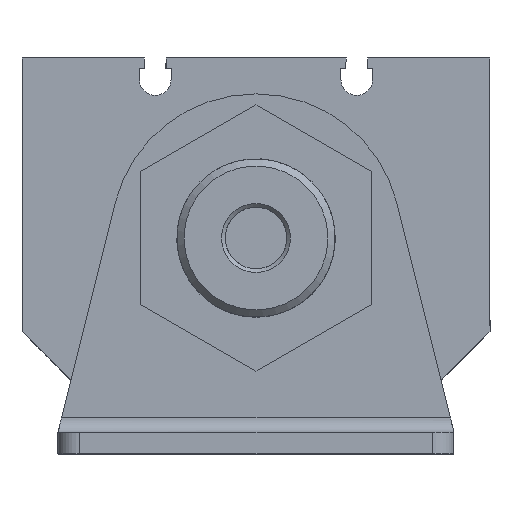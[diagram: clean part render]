
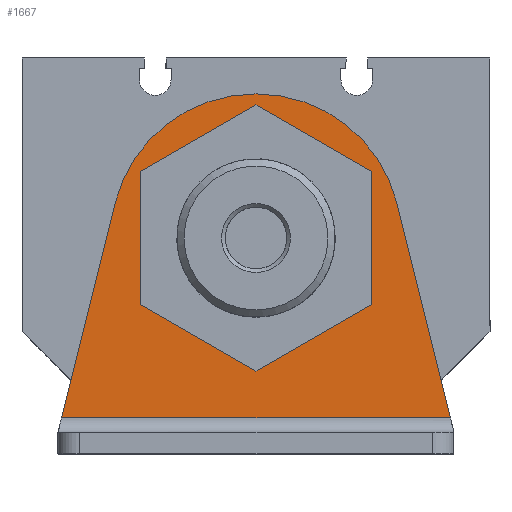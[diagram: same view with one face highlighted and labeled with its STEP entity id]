
A CAD part, left-side view. The second image highlights one B-rep face of the part: STEP entity #1667.
In plain terms, the highlighted planar face has unit normal (-1, 0, 0).
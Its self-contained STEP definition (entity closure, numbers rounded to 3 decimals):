
#1435=CARTESIAN_POINT('',(-3.,16.,9.238)
);
#1436=VERTEX_POINT('Vertex52',#1435);
#1443=CARTESIAN_POINT('',(-3.,16.,-9.238)
);
#1444=VERTEX_POINT('Vertex53',#1443);
#1445=CARTESIAN_POINT('',(-3.,16.,
0.));
#1446=DIRECTION('',(0.,0.,1.));
#1447=VECTOR('',#1446,1.);
#1448=LINE('nurbsCrv77',#1445,#1447);
#1449=EDGE_CURVE('Edge77',#1444,#1436,#1448,.T.);
#1467=CARTESIAN_POINT('',(-3.,0.,
-18.475));
#1468=VERTEX_POINT('Vertex54',#1467);
#1469=CARTESIAN_POINT('',(-3.,8.,-13.856)
);
#1470=DIRECTION('',(0.,0.866,0.5)
);
#1471=VECTOR('',#1470,1.);
#1472=LINE('nurbsCrv79',#1469,#1471);
#1473=EDGE_CURVE('Edge79',#1468,#1444,#1472,.T.);
#1490=CARTESIAN_POINT('',(-3.,-16.,-9.238)
);
#1491=VERTEX_POINT('Vertex55',#1490);
#1498=CARTESIAN_POINT('',(-3.,-16.,9.238)
);
#1499=VERTEX_POINT('Vertex56',#1498);
#1500=CARTESIAN_POINT('',(-3.,-16.,
0.));
#1501=DIRECTION('',(0.,0.,-1.));
#1502=VECTOR('',#1501,1.);
#1503=LINE('nurbsCrv82',#1500,#1502);
#1504=EDGE_CURVE('Edge82',#1499,#1491,#1503,.T.);
#1521=CARTESIAN_POINT('',(-3.,0.,
18.475));
#1522=VERTEX_POINT('Vertex57',#1521);
#1529=CARTESIAN_POINT('',(-3.,8.,13.856));
#1530=DIRECTION('',(0.,-0.866,0.5)
);
#1531=VECTOR('',#1530,1.);
#1532=LINE('nurbsCrv85',#1529,#1531);
#1533=EDGE_CURVE('Edge85',#1436,#1522,#1532,.T.);
#1546=CARTESIAN_POINT('',(-3.,-8.,-13.856)
);
#1547=DIRECTION('',(0.,0.866,-0.5)
);
#1548=VECTOR('',#1547,1.);
#1549=LINE('nurbsCrv86',#1546,#1548);
#1550=EDGE_CURVE('Edge86',#1491,#1468,#1549,.T.);
#1563=CARTESIAN_POINT('',(-3.,-8.,13.856)
);
#1564=DIRECTION('',(0.,-0.866,-0.5
));
#1565=VECTOR('',#1564,1.);
#1566=LINE('nurbsCrv87',#1563,#1565);
#1567=EDGE_CURVE('Edge87',#1522,#1499,#1566,.T.);
#1578=CARTESIAN_POINT('',(-3.,27.001,-25.)
);
#1579=VERTEX_POINT('Vertex58',#1578);
#1588=CARTESIAN_POINT('',(-3.,-27.001,-25.
));
#1589=VERTEX_POINT('Vertex59',#1588);
#1597=CARTESIAN_POINT('',(-3.,0.,
-25.));
#1598=DIRECTION('',(0.,-1.,0.));
#1599=VECTOR('',#1598,1.);
#1600=LINE('nurbsCrv90',#1597,#1599);
#1601=EDGE_CURVE('Edge90',#1579,#1589,#1600,.T.);
#1611=CARTESIAN_POINT('',(-3.,-19.562,4.838)
);
#1612=VERTEX_POINT('Vertex60',#1611);
#1613=CARTESIAN_POINT('',(-3.,-23.282,-10.081
));
#1614=DIRECTION('',(0.,-0.242,-0.97
));
#1615=VECTOR('',#1614,1.);
#1616=LINE('nurbsCrv91',#1613,#1615);
#1617=EDGE_CURVE('Edge91',#1612,#1589,#1616,.T.);
#1618=ORIENTED_EDGE('Edgeuse162',*,*,#1617,.F.);
#1619=CARTESIAN_POINT('',(-3.,-0.156,20.
));
#1620=VERTEX_POINT('Vertex61',#1619);
#1621=CARTESIAN_POINT('',(-3.,-0.156,
0.));
#1622=DIRECTION('',(1.,0.,0.));
#1623=DIRECTION('',(0.,0.,1.));
#1624=AXIS2_PLACEMENT_3D('',#1621,#1622,#1623);
#1625=CIRCLE('nurbsCrv92',#1624,20.);
#1626=EDGE_CURVE('Edge92',#1620,#1612,#1625,.T.);
#1627=ORIENTED_EDGE('Edgeuse163',*,*,#1626,.F.);
#1628=CARTESIAN_POINT('',(-3.,0.156,20.)
);
#1629=VERTEX_POINT('Vertex62',#1628);
#1630=CARTESIAN_POINT('',(-3.,0.,
20.));
#1631=DIRECTION('',(0.,1.,0.));
#1632=VECTOR('',#1631,1.);
#1633=LINE('nurbsCrv93',#1630,#1632);
#1634=EDGE_CURVE('Edge93',#1620,#1629,#1633,.T.);
#1635=ORIENTED_EDGE('Edgeuse164',*,*,#1634,.T.);
#1636=CARTESIAN_POINT('',(-3.,19.562,4.838)
);
#1637=VERTEX_POINT('Vertex63',#1636);
#1638=CARTESIAN_POINT('',(-3.,0.156,
0.));
#1639=DIRECTION('',(1.,0.,0.));
#1640=DIRECTION('',(0.,0.97,0.242));
#1641=AXIS2_PLACEMENT_3D('',#1638,#1639,#1640);
#1642=CIRCLE('nurbsCrv94',#1641,20.);
#1643=EDGE_CURVE('Edge94',#1637,#1629,#1642,.T.);
#1644=ORIENTED_EDGE('Edgeuse165',*,*,#1643,.F.);
#1645=CARTESIAN_POINT('',(-3.,23.282,-10.081)
);
#1646=DIRECTION('',(0.,-0.242,0.97
));
#1647=VECTOR('',#1646,1.);
#1648=LINE('nurbsCrv95',#1645,#1647);
#1649=EDGE_CURVE('Edge95',#1579,#1637,#1648,.T.);
#1650=ORIENTED_EDGE('Edgeuse166',*,*,#1649,.F.);
#1651=ORIENTED_EDGE('Edgeuse167',*,*,#1601,.T.);
#1652=EDGE_LOOP('',(#1618,#1627,#1635,#1644,#1650,#1651));
#1653=FACE_OUTER_BOUND('',#1652,.T.);
#1654=ORIENTED_EDGE('Edgeuse168',*,*,#1567,.T.);
#1655=ORIENTED_EDGE('Edgeuse169',*,*,#1504,.T.);
#1656=ORIENTED_EDGE('Edgeuse170',*,*,#1550,.T.);
#1657=ORIENTED_EDGE('Edgeuse171',*,*,#1473,.T.);
#1658=ORIENTED_EDGE('Edgeuse172',*,*,#1449,.T.);
#1659=ORIENTED_EDGE('Edgeuse173',*,*,#1533,.T.);
#1660=EDGE_LOOP('',(#1654,#1655,#1656,#1657,#1658,#1659));
#1661=FACE_BOUND('',#1660,.T.);
#1662=CARTESIAN_POINT('',(-3.,0.,
-2.5));
#1663=DIRECTION('',(-1.,0.,0.));
#1664=DIRECTION('',(0.,0.,1.));
#1665=AXIS2_PLACEMENT_3D('',#1662,#1663,#1664);
#1666=PLANE('nurbsSrf39',#1665);
#1667=ADVANCED_FACE('Face39',(#1653,#1661),#1666,.T.);
